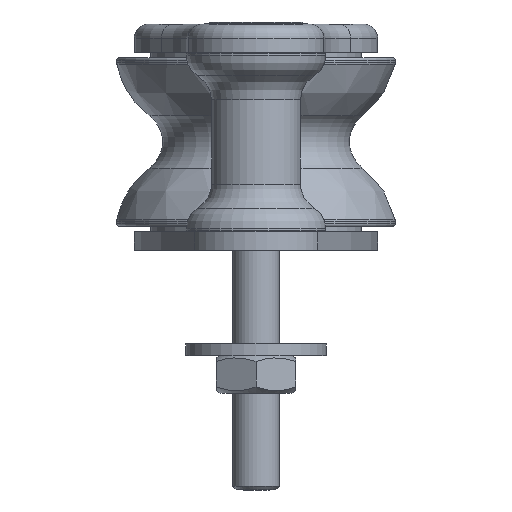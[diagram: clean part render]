
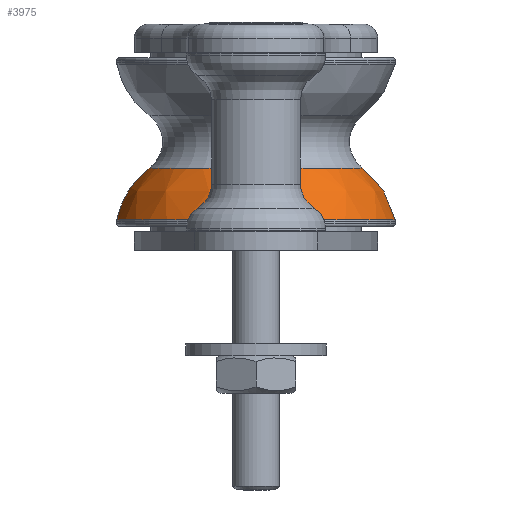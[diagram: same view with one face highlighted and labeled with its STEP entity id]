
A CAD part, left-side view. The second image highlights one B-rep face of the part: STEP entity #3975.
In plain terms, the highlighted free-form (B-spline) face has degree [2, 2] with [3, 9] control points.
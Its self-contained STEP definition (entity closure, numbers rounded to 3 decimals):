
#20=(
BOUNDED_SURFACE()
B_SPLINE_SURFACE(2,2,((#7153,#7154,#7155,#7156,#7157,#7158,#7159,#7160,
#7161),(#7162,#7163,#7164,#7165,#7166,#7167,#7168,#7169,#7170),(#7171,#7172,
#7173,#7174,#7175,#7176,#7177,#7178,#7179)),.UNSPECIFIED.,.F.,.T.,.F.)
B_SPLINE_SURFACE_WITH_KNOTS((3,3),(3,2,2,2,3),(0.19,0.929),
(-3.142,-1.571,0.,1.571,3.142),
 .UNSPECIFIED.)
GEOMETRIC_REPRESENTATION_ITEM()
RATIONAL_B_SPLINE_SURFACE(((1.,0.707,1.,0.707,1.,
0.707,1.,0.707,1.),(0.933,0.659,
0.933,0.659,0.933,0.659,
0.933,0.659,0.933),(1.,0.707,
1.,0.707,1.,0.707,1.,0.707,1.)))
REPRESENTATION_ITEM('')
SURFACE()
);
#436=(
BOUNDED_CURVE()
B_SPLINE_CURVE(2,(#7184,#7185,#7186),.UNSPECIFIED.,.F.,.F.)
B_SPLINE_CURVE_WITH_KNOTS((3,3),(-0.929,-0.19),
 .UNSPECIFIED.)
CURVE()
GEOMETRIC_REPRESENTATION_ITEM()
RATIONAL_B_SPLINE_CURVE((1.,0.933,1.))
REPRESENTATION_ITEM('')
);
#995=FACE_OUTER_BOUND('',#1444,.T.);
#1444=EDGE_LOOP('',(#3529,#3530,#3531,#3532,#3533,#3534));
#1721=CIRCLE('',#4502,29.714);
#1722=CIRCLE('',#4503,29.714);
#1723=CIRCLE('',#4504,22.811);
#1724=CIRCLE('',#4505,22.811);
#2097=VERTEX_POINT('',#7149);
#2098=VERTEX_POINT('',#7150);
#2099=VERTEX_POINT('',#7180);
#2100=VERTEX_POINT('',#7181);
#2581=EDGE_CURVE('',#2097,#2098,#1721,.T.);
#2582=EDGE_CURVE('',#2098,#2097,#1722,.T.);
#2583=EDGE_CURVE('',#2099,#2100,#1723,.T.);
#2584=EDGE_CURVE('',#2100,#2099,#1724,.T.);
#2585=EDGE_CURVE('',#2100,#2098,#436,.T.);
#3529=ORIENTED_EDGE('',*,*,#2583,.F.);
#3530=ORIENTED_EDGE('',*,*,#2584,.F.);
#3531=ORIENTED_EDGE('',*,*,#2585,.T.);
#3532=ORIENTED_EDGE('',*,*,#2582,.T.);
#3533=ORIENTED_EDGE('',*,*,#2581,.T.);
#3534=ORIENTED_EDGE('',*,*,#2585,.F.);
#3975=ADVANCED_FACE('',(#995),#20,.F.);
#4502=AXIS2_PLACEMENT_3D('',#7151,#5700,#5701);
#4503=AXIS2_PLACEMENT_3D('',#7152,#5702,#5703);
#4504=AXIS2_PLACEMENT_3D('',#7182,#5704,#5705);
#4505=AXIS2_PLACEMENT_3D('',#7183,#5706,#5707);
#5700=DIRECTION('center_axis',(0.,0.,
1.));
#5701=DIRECTION('ref_axis',(1.,0.,0.));
#5702=DIRECTION('center_axis',(0.,0.,
1.));
#5703=DIRECTION('ref_axis',(1.,0.,0.));
#5704=DIRECTION('center_axis',(0.,0.,
1.));
#5705=DIRECTION('ref_axis',(1.,0.,0.));
#5706=DIRECTION('center_axis',(0.,0.,
1.));
#5707=DIRECTION('ref_axis',(1.,0.,0.));
#7149=CARTESIAN_POINT('',(-165.286,0.,2.529));
#7150=CARTESIAN_POINT('',(-195.,29.714,2.529));
#7151=CARTESIAN_POINT('Origin',(-195.,0.,2.529));
#7152=CARTESIAN_POINT('Origin',(-195.,0.,2.529));
#7153=CARTESIAN_POINT('Ctrl Pts',(-195.,29.714,2.529));
#7154=CARTESIAN_POINT('Ctrl Pts',(-224.714,29.714,2.529));
#7155=CARTESIAN_POINT('Ctrl Pts',(-224.714,0.,
2.529));
#7156=CARTESIAN_POINT('Ctrl Pts',(-224.714,-29.714,2.529));
#7157=CARTESIAN_POINT('Ctrl Pts',(-195.,-29.714,2.529));
#7158=CARTESIAN_POINT('Ctrl Pts',(-165.286,-29.714,2.529));
#7159=CARTESIAN_POINT('Ctrl Pts',(-165.286,0.,
2.529));
#7160=CARTESIAN_POINT('Ctrl Pts',(-165.286,29.714,2.529));
#7161=CARTESIAN_POINT('Ctrl Pts',(-195.,29.714,2.529));
#7162=CARTESIAN_POINT('Ctrl Pts',(-195.,28.394,9.371));
#7163=CARTESIAN_POINT('Ctrl Pts',(-223.394,28.394,9.371));
#7164=CARTESIAN_POINT('Ctrl Pts',(-223.394,0.,
9.371));
#7165=CARTESIAN_POINT('Ctrl Pts',(-223.394,-28.394,9.371));
#7166=CARTESIAN_POINT('Ctrl Pts',(-195.,-28.394,9.371));
#7167=CARTESIAN_POINT('Ctrl Pts',(-166.606,-28.394,9.371));
#7168=CARTESIAN_POINT('Ctrl Pts',(-166.606,0.,
9.371));
#7169=CARTESIAN_POINT('Ctrl Pts',(-166.606,28.394,9.371));
#7170=CARTESIAN_POINT('Ctrl Pts',(-195.,28.394,9.371));
#7171=CARTESIAN_POINT('Ctrl Pts',(-195.,22.811,13.542));
#7172=CARTESIAN_POINT('Ctrl Pts',(-217.811,22.811,13.542));
#7173=CARTESIAN_POINT('Ctrl Pts',(-217.811,0.,
13.542));
#7174=CARTESIAN_POINT('Ctrl Pts',(-217.811,-22.811,13.542));
#7175=CARTESIAN_POINT('Ctrl Pts',(-195.,-22.811,13.542));
#7176=CARTESIAN_POINT('Ctrl Pts',(-172.189,-22.811,13.542));
#7177=CARTESIAN_POINT('Ctrl Pts',(-172.189,0.,
13.542));
#7178=CARTESIAN_POINT('Ctrl Pts',(-172.189,22.811,13.542));
#7179=CARTESIAN_POINT('Ctrl Pts',(-195.,22.811,13.542));
#7180=CARTESIAN_POINT('',(-172.189,0.,13.542));
#7181=CARTESIAN_POINT('',(-195.,22.811,13.542));
#7182=CARTESIAN_POINT('Origin',(-195.,0.,13.542));
#7183=CARTESIAN_POINT('Origin',(-195.,0.,13.542));
#7184=CARTESIAN_POINT('Ctrl Pts',(-195.,22.811,13.542));
#7185=CARTESIAN_POINT('Ctrl Pts',(-195.,28.394,9.371));
#7186=CARTESIAN_POINT('Ctrl Pts',(-195.,29.714,2.529));
